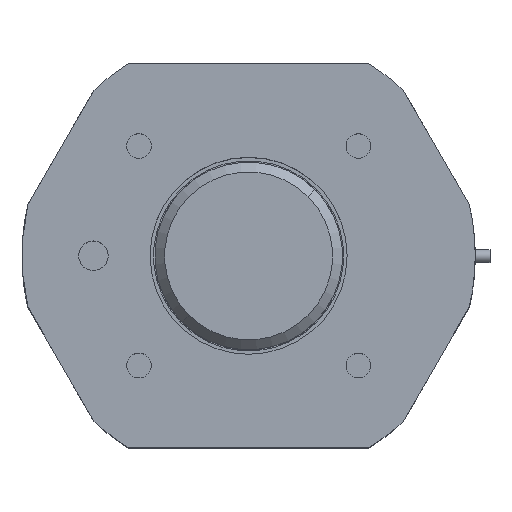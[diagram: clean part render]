
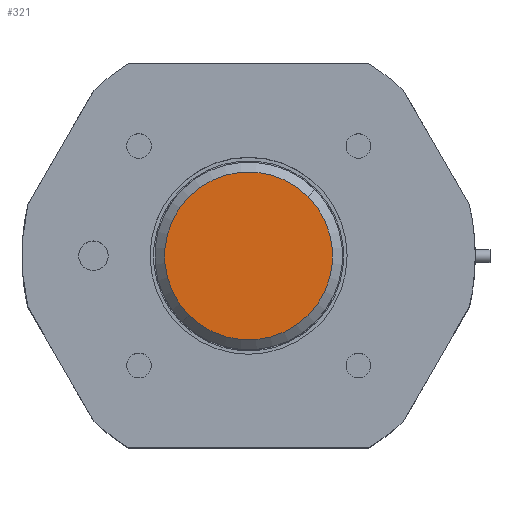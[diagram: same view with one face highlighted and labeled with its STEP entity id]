
A CAD part, top view. The second image highlights one B-rep face of the part: STEP entity #321.
In plain terms, the highlighted face is planar.
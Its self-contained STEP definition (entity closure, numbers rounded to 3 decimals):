
#321 = ADVANCED_FACE ( 'NONE', ( #3875 ), #25313, .T. ) ;
#510 = EDGE_CURVE ( 'NONE', #1271, #12306, #6606, .T. ) ;
#871 = CARTESIAN_POINT ( 'NONE',  ( 0., 0., -17.05 ) ) ;
#1271 = VERTEX_POINT ( 'NONE', #14855 ) ;
#1661 = DIRECTION ( 'NONE',  ( 0., 0., -1. ) ) ;
#1847 = DIRECTION ( 'NONE',  ( 0., -1., 0. ) ) ;
#2450 = DIRECTION ( 'NONE',  ( 0., 0., -1. ) ) ;
#3875 = FACE_OUTER_BOUND ( 'NONE', #18488, .T. ) ;
#5648 = ORIENTED_EDGE ( 'NONE', *, *, #510, .T. ) ;
#6594 = AXIS2_PLACEMENT_3D ( 'NONE', #17393, #1847, #1661 ) ;
#6606 = CIRCLE ( 'NONE', #6594, 17.05 ) ;
#8304 = CIRCLE ( 'NONE', #20858, 17.05 ) ;
#9498 = ORIENTED_EDGE ( 'NONE', *, *, #9929, .T. ) ;
#9929 = EDGE_CURVE ( 'NONE', #12306, #1271, #8304, .T. ) ;
#11575 = CARTESIAN_POINT ( 'NONE',  ( 0., 0., 0. ) ) ;
#12306 = VERTEX_POINT ( 'NONE', #871 ) ;
#14855 = CARTESIAN_POINT ( 'NONE',  ( 0., 0., 17.05 ) ) ;
#17393 = CARTESIAN_POINT ( 'NONE',  ( 0., 0., 0. ) ) ;
#18488 = EDGE_LOOP ( 'NONE', ( #5648, #9498 ) ) ;
#18819 = CARTESIAN_POINT ( 'NONE',  ( 0., 0., -19.05 ) ) ;
#20858 = AXIS2_PLACEMENT_3D ( 'NONE', #11575, #24477, #2450 ) ;
#21014 = DIRECTION ( 'NONE',  ( 0., -1., 0. ) ) ;
#24477 = DIRECTION ( 'NONE',  ( 0., -1., 0. ) ) ;
#25313 = PLANE ( 'NONE',  #25667 ) ;
#25667 = AXIS2_PLACEMENT_3D ( 'NONE', #18819, #21014, #27784 ) ;
#27784 = DIRECTION ( 'NONE',  ( 0., 0., -1. ) ) ;
